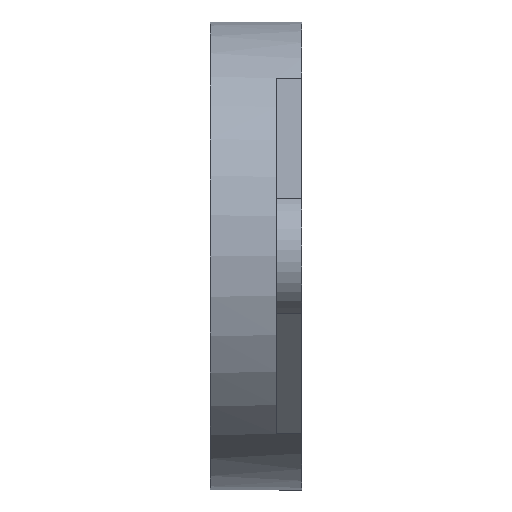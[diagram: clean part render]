
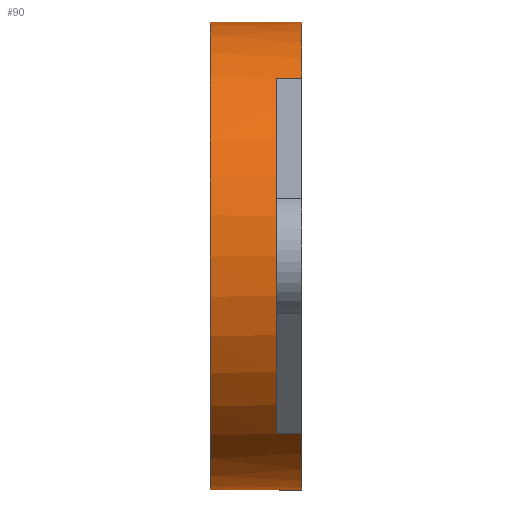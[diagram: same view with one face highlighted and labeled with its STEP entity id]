
A CAD part, left-side view. The second image highlights one B-rep face of the part: STEP entity #90.
In plain terms, the highlighted cylindrical face has radius 14 mm (diameter 28 mm), a full revolution.
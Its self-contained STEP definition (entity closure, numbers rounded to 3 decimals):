
#32 = VERTEX_POINT('',#33);
#33 = CARTESIAN_POINT('',(-9.101,-32.,10.639));
#39 = EDGE_CURVE('',#40,#32,#42,.T.);
#40 = VERTEX_POINT('',#41);
#41 = CARTESIAN_POINT('',(-9.101,-33.5,10.639));
#42 = LINE('',#43,#44);
#43 = CARTESIAN_POINT('',(-9.101,-33.5,10.639));
#44 = VECTOR('',#45,1.);
#45 = DIRECTION('',(0.,1.,0.));
#90 = ADVANCED_FACE('',(#91),#194,.T.);
#91 = FACE_BOUND('',#92,.T.);
#92 = EDGE_LOOP('',(#93,#103,#112,#119,#126,#127,#134,#135,#144,#153,
    #161,#170,#178,#187));
#93 = ORIENTED_EDGE('',*,*,#94,.T.);
#94 = EDGE_CURVE('',#95,#97,#99,.T.);
#95 = VERTEX_POINT('',#96);
#96 = CARTESIAN_POINT('',(-9.101,-33.5,-10.639));
#97 = VERTEX_POINT('',#98);
#98 = CARTESIAN_POINT('',(-9.101,-32.,-10.639));
#99 = LINE('',#100,#101);
#100 = CARTESIAN_POINT('',(-9.101,-33.5,-10.639));
#101 = VECTOR('',#102,1.);
#102 = DIRECTION('',(0.,1.,0.));
#103 = ORIENTED_EDGE('',*,*,#104,.F.);
#104 = EDGE_CURVE('',#105,#97,#107,.T.);
#105 = VERTEX_POINT('',#106);
#106 = CARTESIAN_POINT('',(-14.,-32.,0.));
#107 = CIRCLE('',#108,14.);
#108 = AXIS2_PLACEMENT_3D('',#109,#110,#111);
#109 = CARTESIAN_POINT('',(0.,-32.,0.));
#110 = DIRECTION('',(0.,-1.,0.));
#111 = DIRECTION('',(-1.,0.,0.));
#112 = ORIENTED_EDGE('',*,*,#113,.F.);
#113 = EDGE_CURVE('',#114,#105,#116,.T.);
#114 = VERTEX_POINT('',#115);
#115 = CARTESIAN_POINT('',(-14.,-28.,0.));
#116 = B_SPLINE_CURVE_WITH_KNOTS('',1,(#117,#118),.UNSPECIFIED.,.F.,.F.,
  (2,2),(-5.5,-1.5),.PIECEWISE_BEZIER_KNOTS.);
#117 = CARTESIAN_POINT('',(-14.,-28.,0.));
#118 = CARTESIAN_POINT('',(-14.,-32.,0.));
#119 = ORIENTED_EDGE('',*,*,#120,.F.);
#120 = EDGE_CURVE('',#114,#114,#121,.T.);
#121 = CIRCLE('',#122,14.);
#122 = AXIS2_PLACEMENT_3D('',#123,#124,#125);
#123 = CARTESIAN_POINT('',(0.,-28.,0.));
#124 = DIRECTION('',(0.,1.,0.));
#125 = DIRECTION('',(-1.,0.,0.));
#126 = ORIENTED_EDGE('',*,*,#113,.T.);
#127 = ORIENTED_EDGE('',*,*,#128,.F.);
#128 = EDGE_CURVE('',#32,#105,#129,.T.);
#129 = CIRCLE('',#130,14.);
#130 = AXIS2_PLACEMENT_3D('',#131,#132,#133);
#131 = CARTESIAN_POINT('',(0.,-32.,0.));
#132 = DIRECTION('',(0.,-1.,0.));
#133 = DIRECTION('',(-1.,0.,0.));
#134 = ORIENTED_EDGE('',*,*,#39,.F.);
#135 = ORIENTED_EDGE('',*,*,#136,.F.);
#136 = EDGE_CURVE('',#137,#40,#139,.T.);
#137 = VERTEX_POINT('',#138);
#138 = CARTESIAN_POINT('',(0.,-33.5,14.));
#139 = CIRCLE('',#140,14.);
#140 = AXIS2_PLACEMENT_3D('',#141,#142,#143);
#141 = CARTESIAN_POINT('',(0.,-33.5,0.));
#142 = DIRECTION('',(0.,-1.,0.));
#143 = DIRECTION('',(1.,0.,0.));
#144 = ORIENTED_EDGE('',*,*,#145,.T.);
#145 = EDGE_CURVE('',#137,#146,#148,.T.);
#146 = VERTEX_POINT('',#147);
#147 = CARTESIAN_POINT('',(9.101,-33.5,10.639));
#148 = CIRCLE('',#149,14.);
#149 = AXIS2_PLACEMENT_3D('',#150,#151,#152);
#150 = CARTESIAN_POINT('',(0.,-33.5,0.));
#151 = DIRECTION('',(0.,1.,0.));
#152 = DIRECTION('',(-1.,0.,0.));
#153 = ORIENTED_EDGE('',*,*,#154,.T.);
#154 = EDGE_CURVE('',#146,#155,#157,.T.);
#155 = VERTEX_POINT('',#156);
#156 = CARTESIAN_POINT('',(9.101,-32.,10.639));
#157 = LINE('',#158,#159);
#158 = CARTESIAN_POINT('',(9.101,-33.5,10.639));
#159 = VECTOR('',#160,1.);
#160 = DIRECTION('',(0.,1.,0.));
#161 = ORIENTED_EDGE('',*,*,#162,.F.);
#162 = EDGE_CURVE('',#163,#155,#165,.T.);
#163 = VERTEX_POINT('',#164);
#164 = CARTESIAN_POINT('',(9.101,-32.,-10.639));
#165 = CIRCLE('',#166,14.);
#166 = AXIS2_PLACEMENT_3D('',#167,#168,#169);
#167 = CARTESIAN_POINT('',(0.,-32.,0.));
#168 = DIRECTION('',(0.,-1.,0.));
#169 = DIRECTION('',(-1.,0.,0.));
#170 = ORIENTED_EDGE('',*,*,#171,.F.);
#171 = EDGE_CURVE('',#172,#163,#174,.T.);
#172 = VERTEX_POINT('',#173);
#173 = CARTESIAN_POINT('',(9.101,-33.5,-10.639));
#174 = LINE('',#175,#176);
#175 = CARTESIAN_POINT('',(9.101,-33.5,-10.639));
#176 = VECTOR('',#177,1.);
#177 = DIRECTION('',(0.,1.,0.));
#178 = ORIENTED_EDGE('',*,*,#179,.T.);
#179 = EDGE_CURVE('',#172,#180,#182,.T.);
#180 = VERTEX_POINT('',#181);
#181 = CARTESIAN_POINT('',(0.,-33.5,-14.));
#182 = CIRCLE('',#183,14.);
#183 = AXIS2_PLACEMENT_3D('',#184,#185,#186);
#184 = CARTESIAN_POINT('',(0.,-33.5,0.));
#185 = DIRECTION('',(0.,1.,0.));
#186 = DIRECTION('',(-1.,0.,0.));
#187 = ORIENTED_EDGE('',*,*,#188,.F.);
#188 = EDGE_CURVE('',#95,#180,#189,.T.);
#189 = CIRCLE('',#190,14.);
#190 = AXIS2_PLACEMENT_3D('',#191,#192,#193);
#191 = CARTESIAN_POINT('',(0.,-33.5,0.));
#192 = DIRECTION('',(0.,-1.,0.));
#193 = DIRECTION('',(1.,0.,0.));
#194 = CYLINDRICAL_SURFACE('',#195,14.);
#195 = AXIS2_PLACEMENT_3D('',#196,#197,#198);
#196 = CARTESIAN_POINT('',(0.,-33.5,0.));
#197 = DIRECTION('',(0.,-1.,0.));
#198 = DIRECTION('',(1.,0.,0.));
